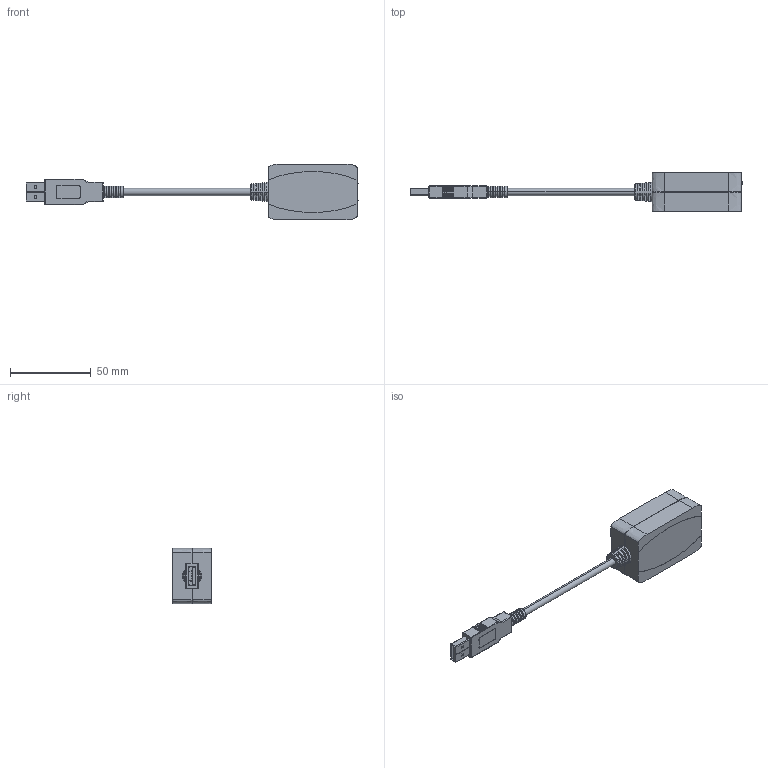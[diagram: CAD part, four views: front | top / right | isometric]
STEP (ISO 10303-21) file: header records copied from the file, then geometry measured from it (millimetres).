
FILE_DESCRIPTION (( 'STEP AP214' ), '1' );
FILE_NAME ('W01-EXT-USB-50T_3D.STEP', '2021-09-27T17:59:34', ( '' ), ( '' ), 'SwSTEP 2.0', 'SolidWorks 2021', '' );
FILE_SCHEMA (( 'AUTOMOTIVE_DESIGN' ));
Length unit declared in the file: inch
Products named in the file (10): W01-EXT-USB-50T_3D; W01-EXT-USB-50T-MA1; SMJ-RJ45S90-LED-SHELL; SMJ-RJ45S90-LED; 3AB06-004_SP35449; MTN-062_without L-com logo; MTN-868_SPECIAL S.R; 1AL08-377; 3AB06-001
Assembly tree (9 placements, depth 3):
  W01-EXT-USB-50T_3D
    W01-EXT-USB-50T-MA1
    MTN-868_SPECIAL S.R
    3AB06-004_SP35449
      MTN-062_without L-com logo
      3AB06-001
    1AL08-377
    SMJ-RJ45S90-LED
      SMJ-RJ45S90-LED
      SMJ-RJ45S90-LED-SHELL
Bounding box: 205.55 x 24 x 34.5 mm (x, y, z)
Volume: 48291.4 mm3; surface area: 19776.7 mm2
Topology: 7 solids, 7 shells, 882 faces, 2399 edges, 1568 vertices
Faces by surface type: plane 704, cylinder 102, bspline 44, sphere 12, torus 10, cone 10
Entity records: 32484 total; most frequent: CARTESIAN_POINT 6541, ORIENTED_EDGE 4774, DIRECTION 4307, EDGE_CURVE 2387, LINE 1855, VECTOR 1855, VERTEX_POINT 1568, AXIS2_PLACEMENT_3D 1226
